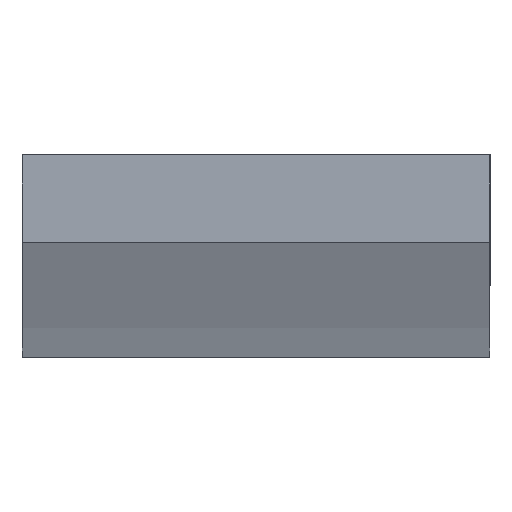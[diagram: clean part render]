
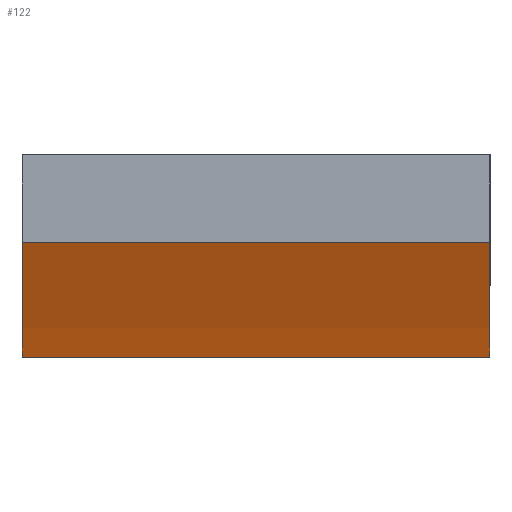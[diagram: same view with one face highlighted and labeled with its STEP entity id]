
A CAD part, left-side view. The second image highlights one B-rep face of the part: STEP entity #122.
In plain terms, the highlighted cylindrical face has radius 2542 mm (diameter 5084 mm), a partial arc.
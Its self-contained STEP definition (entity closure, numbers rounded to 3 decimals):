
#61=CARTESIAN_POINT('Vertex',(295.,35.,-13.089)) ;
#77=CARTESIAN_POINT('Vertex',(295.,-35.,-13.089)) ;
#80=CARTESIAN_POINT('Line Origine',(295.,0.,-13.089)) ;
#92=CARTESIAN_POINT('Axis2P3D Location',(0.,0.,2511.736)) ;
#97=CARTESIAN_POINT('Axis2P3D Location',(0.,35.,2511.736)) ;
#101=CARTESIAN_POINT('Vertex',(-295.,35.,-13.089)) ;
#104=CARTESIAN_POINT('Axis2P3D Location',(0.,-35.,2511.736)) ;
#108=CARTESIAN_POINT('Vertex',(-295.,-35.,-13.089)) ;
#111=CARTESIAN_POINT('Line Origine',(-295.,0.,-13.089)) ;
#81=DIRECTION('Vector Direction',(0.,1.,0.)) ;
#93=DIRECTION('Axis2P3D Direction',(0.,1.,0.)) ;
#94=DIRECTION('Axis2P3D XDirection',(0.116,0.,-0.993)) ;
#98=DIRECTION('Axis2P3D Direction',(0.,1.,0.)) ;
#105=DIRECTION('Axis2P3D Direction',(0.,1.,0.)) ;
#112=DIRECTION('Vector Direction',(0.,1.,0.)) ;
#95=AXIS2_PLACEMENT_3D('Cylinder Axis2P3D',#92,#93,#94) ;
#99=AXIS2_PLACEMENT_3D('Circle Axis2P3D',#97,#98,$) ;
#106=AXIS2_PLACEMENT_3D('Circle Axis2P3D',#104,#105,$) ;
#117=ORIENTED_EDGE('',*,*,#103,.T.) ;
#118=ORIENTED_EDGE('',*,*,#84,.F.) ;
#119=ORIENTED_EDGE('',*,*,#110,.F.) ;
#120=ORIENTED_EDGE('',*,*,#115,.T.) ;
#82=VECTOR('Line Direction',#81,1.) ;
#113=VECTOR('Line Direction',#112,1.) ;
#122=ADVANCED_FACE('PartBody',(#121),#96,.T.) ;
#100=CIRCLE('generated circle',#99,2542.) ;
#107=CIRCLE('generated circle',#106,2542.) ;
#96=CYLINDRICAL_SURFACE('generated cylinder',#95,2542.) ;
#84=EDGE_CURVE('',#78,#62,#83,.T.) ;
#103=EDGE_CURVE('',#102,#62,#100,.F.) ;
#110=EDGE_CURVE('',#109,#78,#107,.F.) ;
#115=EDGE_CURVE('',#109,#102,#114,.T.) ;
#116=EDGE_LOOP('',(#117,#118,#119,#120)) ;
#121=FACE_OUTER_BOUND('',#116,.T.) ;
#83=LINE('Line',#80,#82) ;
#114=LINE('Line',#111,#113) ;
#62=VERTEX_POINT('',#61) ;
#78=VERTEX_POINT('',#77) ;
#102=VERTEX_POINT('',#101) ;
#109=VERTEX_POINT('',#108) ;
